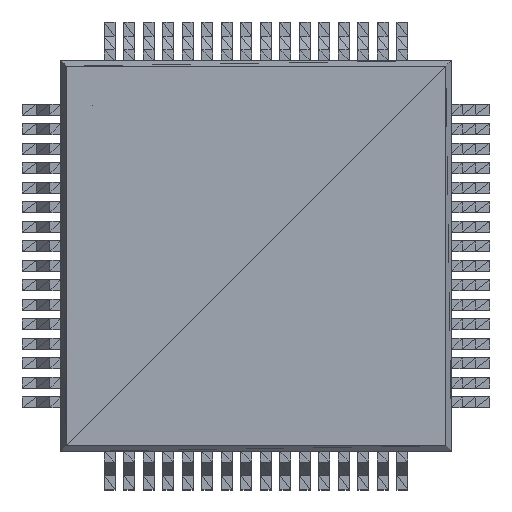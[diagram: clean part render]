
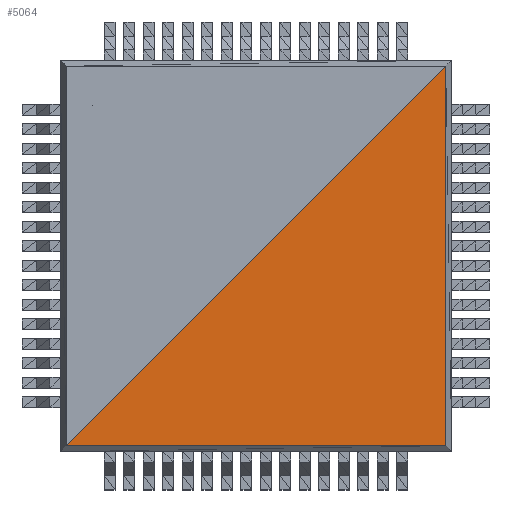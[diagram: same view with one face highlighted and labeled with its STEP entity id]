
A CAD part, top view. The second image highlights one B-rep face of the part: STEP entity #5064.
In plain terms, the highlighted planar face has unit normal (0, 0, 1).
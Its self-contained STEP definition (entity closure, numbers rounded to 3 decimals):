
#5064=ADVANCED_FACE('',(#5070),#5065,.T.);
#5065=PLANE('',#5066);
#5066=AXIS2_PLACEMENT_3D('',#5067,#5068,#5069);
#5067=CARTESIAN_POINT('',(-4.859,-4.859,1.041));
#5068=DIRECTION('',(0.0,0.0,1.0));
#5069=DIRECTION('',(0.,1.,0.));
#5070=FACE_OUTER_BOUND('',#5071,.T.);
#5071=EDGE_LOOP('',(#5072,#5082,#5092));
#5075=CARTESIAN_POINT('',(4.859,-4.859,1.041));
#5074=VERTEX_POINT('',#5075);
#5077=CARTESIAN_POINT('',(-4.859,-4.859,1.041));
#5076=VERTEX_POINT('',#5077);
#5073=EDGE_CURVE('',#5074,#5076,#5078,.T.);
#5078=LINE('',#5075,#5080);
#5080=VECTOR('',#5081,9.718);
#5081=DIRECTION('',(-1.0,0.0,0.0));
#5072=ORIENTED_EDGE('',*,*,#5073,.F.);
#5085=CARTESIAN_POINT('',(4.859,4.859,1.041));
#5084=VERTEX_POINT('',#5085);
#5083=EDGE_CURVE('',#5084,#5074,#5088,.T.);
#5088=LINE('',#5085,#5090);
#5090=VECTOR('',#5091,9.718);
#5091=DIRECTION('',(0.0,-1.0,0.0));
#5082=ORIENTED_EDGE('',*,*,#5083,.F.);
#5093=EDGE_CURVE('',#5076,#5084,#5098,.T.);
#5098=LINE('',#5077,#5100);
#5100=VECTOR('',#5101,13.743);
#5101=DIRECTION('',(0.707,0.707,0.0));
#5092=ORIENTED_EDGE('',*,*,#5093,.F.);
